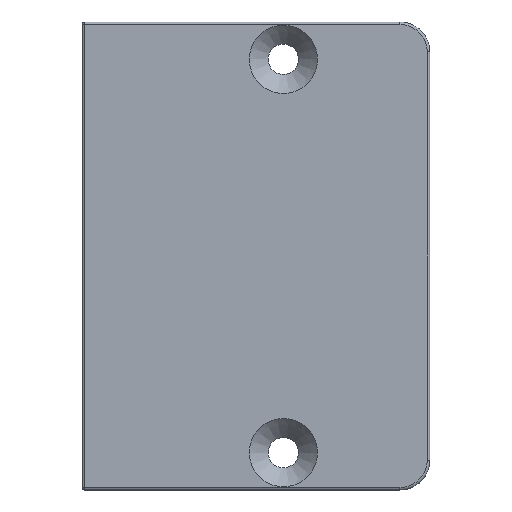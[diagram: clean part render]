
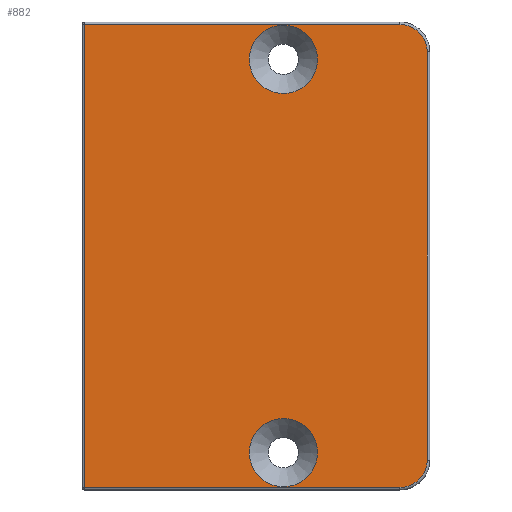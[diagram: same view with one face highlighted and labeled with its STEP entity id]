
A CAD part, front view. The second image highlights one B-rep face of the part: STEP entity #882.
In plain terms, the highlighted planar face has unit normal (0, -1, 0).
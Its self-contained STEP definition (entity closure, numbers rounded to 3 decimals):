
#35=FACE_BOUND('',#290,.T.);
#36=FACE_BOUND('',#291,.T.);
#62=PLANE('',#1004);
#80=LINE('',#1429,#121);
#82=LINE('',#1435,#123);
#84=LINE('',#1447,#125);
#85=LINE('',#1455,#126);
#121=VECTOR('',#1108,10.);
#123=VECTOR('',#1114,10.);
#125=VECTOR('',#1128,10.);
#126=VECTOR('',#1139,10.);
#215=FACE_OUTER_BOUND('',#289,.T.);
#289=EDGE_LOOP('',(#722,#723,#724,#725,#726,#727));
#290=EDGE_LOOP('',(#728));
#291=EDGE_LOOP('',(#729));
#365=CIRCLE('',#960,5.5);
#369=CIRCLE('',#966,5.5);
#393=CIRCLE('',#1005,6.85);
#394=CIRCLE('',#1006,6.85);
#432=VERTEX_POINT('',#1417);
#435=VERTEX_POINT('',#1424);
#436=VERTEX_POINT('',#1431);
#438=VERTEX_POINT('',#1437);
#440=VERTEX_POINT('',#1443);
#442=VERTEX_POINT('',#1449);
#472=VERTEX_POINT('',#1540);
#473=VERTEX_POINT('',#1542);
#515=EDGE_CURVE('',#432,#435,#80,.T.);
#518=EDGE_CURVE('',#435,#436,#82,.T.);
#521=EDGE_CURVE('',#436,#438,#365,.T.);
#524=EDGE_CURVE('',#438,#440,#84,.T.);
#527=EDGE_CURVE('',#440,#442,#369,.T.);
#528=EDGE_CURVE('',#442,#432,#85,.T.);
#571=EDGE_CURVE('',#472,#472,#393,.T.);
#572=EDGE_CURVE('',#473,#473,#394,.T.);
#722=ORIENTED_EDGE('',*,*,#515,.F.);
#723=ORIENTED_EDGE('',*,*,#528,.F.);
#724=ORIENTED_EDGE('',*,*,#527,.F.);
#725=ORIENTED_EDGE('',*,*,#524,.F.);
#726=ORIENTED_EDGE('',*,*,#521,.F.);
#727=ORIENTED_EDGE('',*,*,#518,.F.);
#728=ORIENTED_EDGE('',*,*,#571,.T.);
#729=ORIENTED_EDGE('',*,*,#572,.T.);
#882=ADVANCED_FACE('',(#215,#35,#36),#62,.T.);
#960=AXIS2_PLACEMENT_3D('',#1441,#1121,#1122);
#966=AXIS2_PLACEMENT_3D('',#1453,#1135,#1136);
#1004=AXIS2_PLACEMENT_3D('',#1539,#1231,#1232);
#1005=AXIS2_PLACEMENT_3D('',#1541,#1233,#1234);
#1006=AXIS2_PLACEMENT_3D('',#1543,#1235,#1236);
#1108=DIRECTION('',(0.,0.,1.));
#1114=DIRECTION('',(1.,0.,0.));
#1121=DIRECTION('center_axis',(0.,1.,0.));
#1122=DIRECTION('ref_axis',(0.707,0.,0.707));
#1128=DIRECTION('',(0.,0.,-1.));
#1135=DIRECTION('center_axis',(0.,1.,0.));
#1136=DIRECTION('ref_axis',(0.707,0.,-0.707));
#1139=DIRECTION('',(-1.,0.,0.));
#1231=DIRECTION('center_axis',(0.,-1.,0.));
#1232=DIRECTION('ref_axis',(1.,0.,0.));
#1233=DIRECTION('center_axis',(0.,1.,0.));
#1234=DIRECTION('ref_axis',(1.,0.,0.));
#1235=DIRECTION('center_axis',(0.,1.,0.));
#1236=DIRECTION('ref_axis',(1.,0.,0.));
#1417=CARTESIAN_POINT('',(0.5,0.,0.5));
#1424=CARTESIAN_POINT('',(0.5,0.,93.5));
#1429=CARTESIAN_POINT('',(0.5,0.,0.));
#1431=CARTESIAN_POINT('',(63.8,0.,93.5));
#1435=CARTESIAN_POINT('',(12.682,0.,93.5));
#1437=CARTESIAN_POINT('',(69.3,0.,88.));
#1441=CARTESIAN_POINT('Origin',(63.8,0.,88.));
#1443=CARTESIAN_POINT('',(69.3,0.,6.));
#1447=CARTESIAN_POINT('',(69.3,0.,0.));
#1449=CARTESIAN_POINT('',(63.8,0.,0.5));
#1453=CARTESIAN_POINT('Origin',(63.8,0.,6.));
#1455=CARTESIAN_POINT('',(12.682,0.,0.5));
#1539=CARTESIAN_POINT('Origin',(0.,0.,0.));
#1540=CARTESIAN_POINT('',(47.25,0.,86.5));
#1541=CARTESIAN_POINT('Origin',(40.4,0.,86.5));
#1542=CARTESIAN_POINT('',(47.25,0.,7.5));
#1543=CARTESIAN_POINT('Origin',(40.4,0.,7.5));
